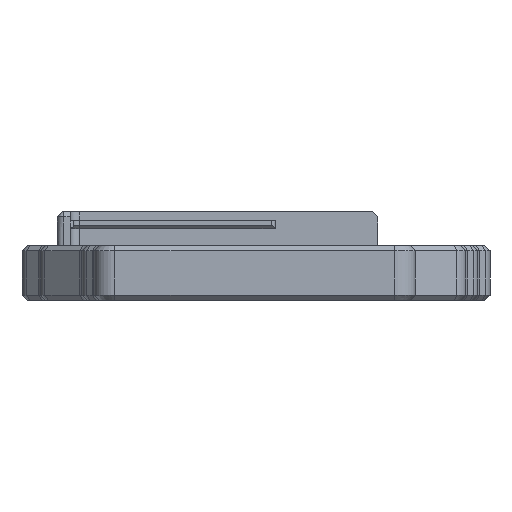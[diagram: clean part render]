
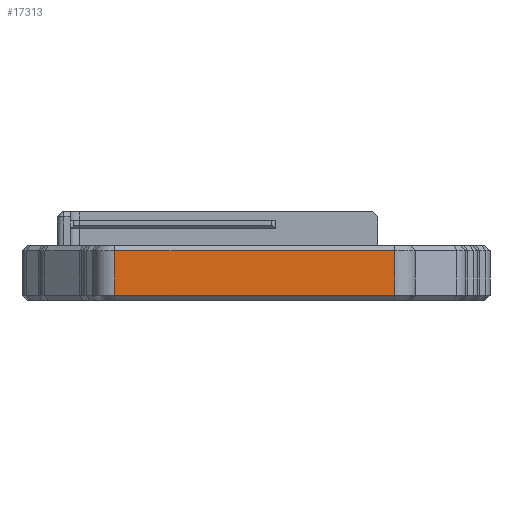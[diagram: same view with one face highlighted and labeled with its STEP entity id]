
A CAD part, left-side view. The second image highlights one B-rep face of the part: STEP entity #17313.
In plain terms, the highlighted planar face has unit normal (-1, 0, 0).
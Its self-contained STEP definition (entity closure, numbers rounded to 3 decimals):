
#303=PLANE('',#18465);
#899=FACE_OUTER_BOUND('',#1950,.T.);
#1950=EDGE_LOOP('',(#12064,#12065,#12066,#12067));
#3109=LINE('',#26153,#4863);
#3149=LINE('',#26258,#4903);
#3150=LINE('',#26262,#4904);
#3151=LINE('',#26263,#4905);
#4863=VECTOR('',#20598,10.);
#4903=VECTOR('',#20720,10.);
#4904=VECTOR('',#20725,10.);
#4905=VECTOR('',#20726,10.);
#7502=VERTEX_POINT('',#26148);
#7503=VERTEX_POINT('',#26152);
#7527=VERTEX_POINT('',#26257);
#7528=VERTEX_POINT('',#26261);
#9220=EDGE_CURVE('',#7502,#7503,#3109,.T.);
#9273=EDGE_CURVE('',#7503,#7527,#3149,.T.);
#9275=EDGE_CURVE('',#7502,#7528,#3150,.T.);
#9276=EDGE_CURVE('',#7527,#7528,#3151,.T.);
#12064=ORIENTED_EDGE('',*,*,#9220,.F.);
#12065=ORIENTED_EDGE('',*,*,#9275,.T.);
#12066=ORIENTED_EDGE('',*,*,#9276,.F.);
#12067=ORIENTED_EDGE('',*,*,#9273,.F.);
#17313=ADVANCED_FACE('',(#899),#303,.T.);
#18465=AXIS2_PLACEMENT_3D('',#26260,#20723,#20724);
#20598=DIRECTION('',(0.,1.,0.));
#20720=DIRECTION('',(0.,0.,1.));
#20723=DIRECTION('center_axis',(-1.,0.,0.));
#20724=DIRECTION('ref_axis',(0.,-1.,0.));
#20725=DIRECTION('',(0.,0.,1.));
#20726=DIRECTION('',(0.,-1.,0.));
#26148=CARTESIAN_POINT('',(-142.3,16.093,1.));
#26152=CARTESIAN_POINT('',(-142.3,69.693,1.));
#26153=CARTESIAN_POINT('',(-142.3,56.168,1.));
#26257=CARTESIAN_POINT('',(-142.3,69.693,9.5));
#26258=CARTESIAN_POINT('',(-142.3,69.693,0.));
#26260=CARTESIAN_POINT('Origin',(-142.3,69.693,0.));
#26261=CARTESIAN_POINT('',(-142.3,16.093,9.5));
#26262=CARTESIAN_POINT('',(-142.3,16.093,0.));
#26263=CARTESIAN_POINT('',(-142.3,56.168,9.5));
